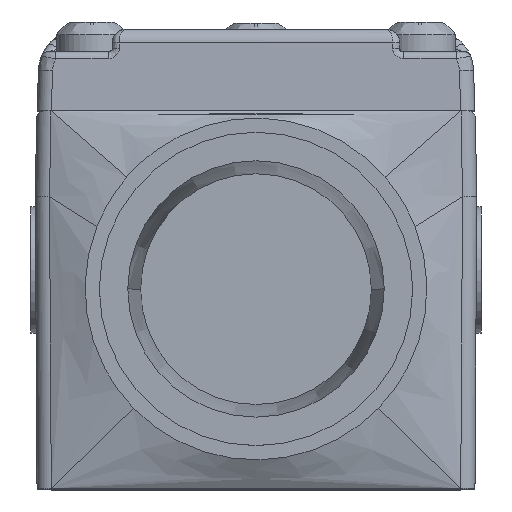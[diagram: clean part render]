
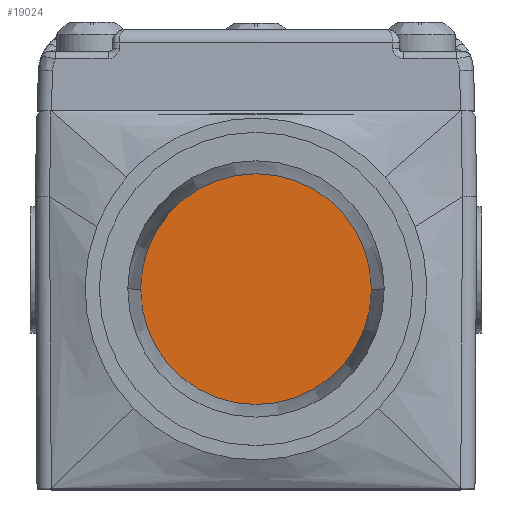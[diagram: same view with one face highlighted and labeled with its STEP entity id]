
A CAD part, top view. The second image highlights one B-rep face of the part: STEP entity #19024.
In plain terms, the highlighted planar face has unit normal (0, 0, 1).
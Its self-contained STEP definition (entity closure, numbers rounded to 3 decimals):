
#18907=CARTESIAN_POINT('',(0.,-12.5,52.));
#18908=DIRECTION('',(0.,0.,1.));
#18909=DIRECTION('',(-1.,0.,0.));
#18910=AXIS2_PLACEMENT_3D('',#18907,#18908,#18909);
#18916=CARTESIAN_POINT('',(0.,-12.5,52.));
#18917=DIRECTION('',(0.,0.,-1.));
#18918=DIRECTION('',(-1.,0.,0.));
#18919=AXIS2_PLACEMENT_3D('',#18916,#18917,#18918);
#18933=CARTESIAN_POINT('',(-8.1,-12.5,52.));
#18934=CARTESIAN_POINT('',(8.1,-12.5,52.));
#18935=VERTEX_POINT('',#18933);
#18936=VERTEX_POINT('',#18934);
#19015=CARTESIAN_POINT('',(0.,-12.5,52.));
#19016=DIRECTION('',(0.,0.,1.));
#19017=DIRECTION('',(-1.,0.,0.));
#19018=AXIS2_PLACEMENT_3D('',#19015,#19016,#19017);
#19019=PLANE('',#19018);
#19020=ORIENTED_EDGE('',*,*,#19009,.T.);
#19021=ORIENTED_EDGE('',*,*,#18995,.F.);
#19022=EDGE_LOOP('',(#19020,#19021));
#19023=FACE_OUTER_BOUND('',#19022,.F.);
#18911=CIRCLE('',#18910,8.1);
#18920=CIRCLE('',#18919,8.1);
#18995=EDGE_CURVE('',#18935,#18936,#18911,.T.);
#19009=EDGE_CURVE('',#18935,#18936,#18920,.T.);
#19024=ADVANCED_FACE('',(#19023),#19019,.T.);
